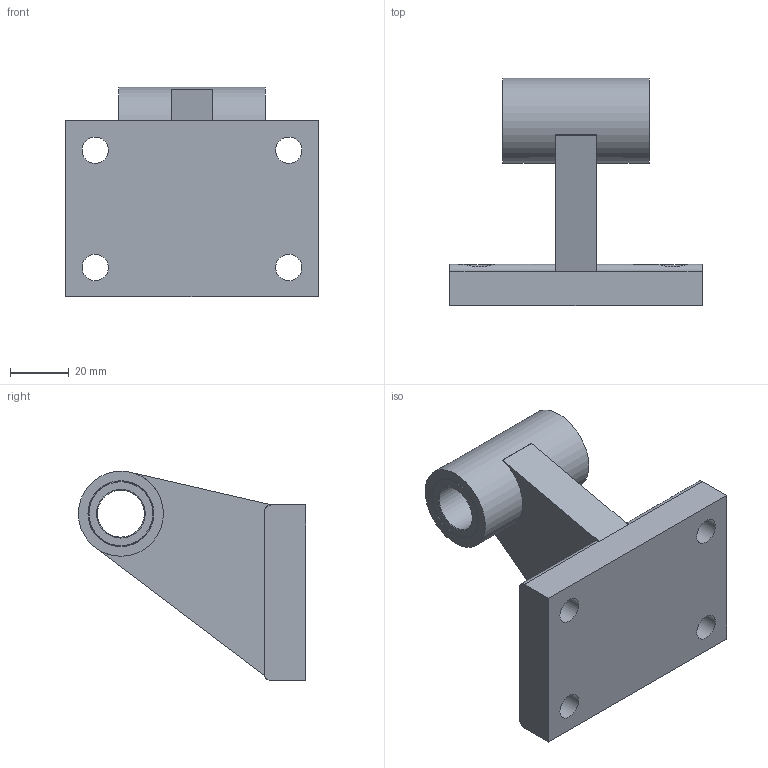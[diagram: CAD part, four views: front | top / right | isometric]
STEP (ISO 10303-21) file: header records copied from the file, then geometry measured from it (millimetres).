
FILE_DESCRIPTION(/* description */ ('STEP AP214'),/* implementation_level */ '2;1');
FILE_NAME(/* name */ '5151_LN-80',/* time_stamp */ '2024-09-04T18:48:26+02:00',/* author */ ('License CC BY-ND 4.0'),/* organization */ ('CADENAS'),/* preprocessor_version */ 'ST-DEVELOPER v19.3',/* originating_system */ 'PARTsolutions',/* authorisation */ ' ');
FILE_SCHEMA (('AUTOMOTIVE_DESIGN {1 0 10303 214 3 1 1}'));
Length unit declared in the file: millimetre
Products named in the file (1): 5151 LN-80
Bounding box: 86 x 77.5 x 71.5 mm (x, y, z)
Volume: 117370.9 mm3; surface area: 27458.5 mm2
Topology: 1 solids, 1 shells, 41 faces, 106 edges, 69 vertices
Faces by surface type: plane 20, cylinder 15, cone 6
Full cylindrical faces by diameter (mm): 9 x4, 16 x1, 19 x4, 29 x1
Entity records: 1182 total; most frequent: CARTESIAN_POINT 214, DIRECTION 202, ORIENTED_EDGE 164, EDGE_CURVE 82, AXIS2_PLACEMENT_3D 82, EDGE_LOOP 70, FACE_BOUND 70, VERTEX_POINT 62
